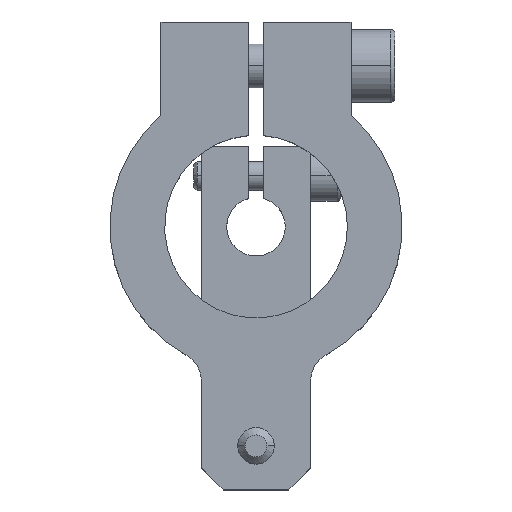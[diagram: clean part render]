
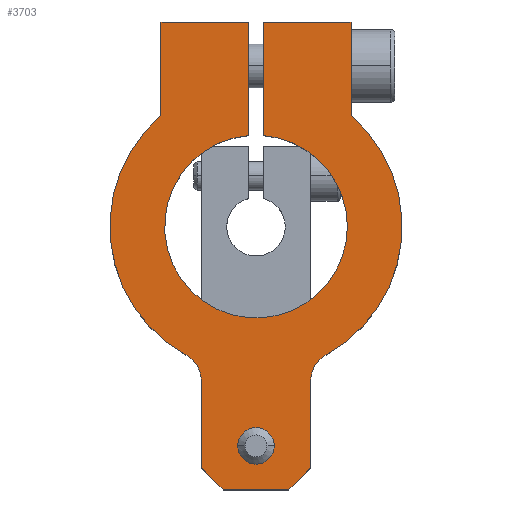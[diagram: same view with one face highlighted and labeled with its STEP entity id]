
A CAD part, top view. The second image highlights one B-rep face of the part: STEP entity #3703.
In plain terms, the highlighted planar face has unit normal (0, 0, 1).
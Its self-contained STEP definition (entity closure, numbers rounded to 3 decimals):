
#51=CARTESIAN_POINT('',(21.,23.54,0.0));
#52=VERTEX_POINT('',#51);
#68=CARTESIAN_POINT('',(19.,48.46,0.0));
#69=VERTEX_POINT('',#68);
#76=CARTESIAN_POINT('',(20.0,36.,0.0));
#77=DIRECTION('',(0.0,0.0,1.));
#78=DIRECTION('',(-0.08,0.997,0.0));
#79=AXIS2_PLACEMENT_3D('',#76,#77,#78);
#80=CIRCLE('',#79,12.5);
#81=EDGE_CURVE('',#69,#52,#80,.T.);
#91=CARTESIAN_POINT('',(11.94,16.976,0.0));
#92=VERTEX_POINT('',#91);
#101=CARTESIAN_POINT('',(10.417,18.446,0.0));
#102=VERTEX_POINT('',#101);
#103=CARTESIAN_POINT('',(8.5,14.935,0.0));
#104=DIRECTION('',(0.0,0.0,1.));
#105=DIRECTION('',(0.86,0.51,0.0));
#106=AXIS2_PLACEMENT_3D('',#103,#104,#105);
#107=CIRCLE('',#106,4.0);
#108=EDGE_CURVE('',#92,#102,#107,.T.);
#133=CARTESIAN_POINT('',(28.06,16.976,0.0));
#134=VERTEX_POINT('',#133);
#143=CARTESIAN_POINT('',(27.5,14.935,0.0));
#144=VERTEX_POINT('',#143);
#145=CARTESIAN_POINT('',(31.5,14.935,0.0));
#146=DIRECTION('',(0.0,0.0,1.0));
#147=DIRECTION('',(-0.86,0.51,0.0));
#148=AXIS2_PLACEMENT_3D('',#145,#146,#147);
#149=CIRCLE('',#148,4.0);
#150=EDGE_CURVE('',#134,#144,#149,.T.);
#198=CARTESIAN_POINT('',(22.5,6.,0.0));
#199=VERTEX_POINT('',#198);
#215=CARTESIAN_POINT('',(17.5,6.,0.0));
#216=VERTEX_POINT('',#215);
#223=CARTESIAN_POINT('',(20.,6.,0.0));
#224=DIRECTION('',(0.0,0.0,-1.0));
#225=DIRECTION('',(1.0,0.0,0.0));
#226=AXIS2_PLACEMENT_3D('',#223,#224,#225);
#227=CIRCLE('',#226,2.5);
#228=EDGE_CURVE('',#199,#216,#227,.T.);
#3135=CARTESIAN_POINT('',(20.,6.,0.0));
#3136=DIRECTION('',(0.0,0.0,-1.0));
#3137=DIRECTION('',(1.0,0.0,0.0));
#3138=AXIS2_PLACEMENT_3D('',#3135,#3136,#3137);
#3139=CIRCLE('',#3138,2.5);
#3140=EDGE_CURVE('',#216,#199,#3139,.T.);
#3162=CARTESIAN_POINT('',(29.583,18.446,0.0));
#3163=VERTEX_POINT('',#3162);
#3170=CARTESIAN_POINT('',(31.5,14.935,0.0));
#3171=DIRECTION('',(0.0,0.0,1.0));
#3172=DIRECTION('',(-0.86,0.51,0.0));
#3173=AXIS2_PLACEMENT_3D('',#3170,#3171,#3172);
#3174=CIRCLE('',#3173,4.0);
#3175=EDGE_CURVE('',#3163,#134,#3174,.T.);
#3186=CARTESIAN_POINT('',(27.5,3.,0.0));
#3187=VERTEX_POINT('',#3186);
#3188=CARTESIAN_POINT('',(27.5,14.935,0.0));
#3189=DIRECTION('',(0.0,-1.0,0.0));
#3190=VECTOR('',#3189,11.935);
#3191=LINE('',#3188,#3190);
#3192=EDGE_CURVE('',#144,#3187,#3191,.T.);
#3226=CARTESIAN_POINT('',(12.5,14.935,0.0));
#3227=VERTEX_POINT('',#3226);
#3234=CARTESIAN_POINT('',(8.5,14.935,0.0));
#3235=DIRECTION('',(0.0,0.0,1.));
#3236=DIRECTION('',(0.86,0.51,0.0));
#3237=AXIS2_PLACEMENT_3D('',#3234,#3235,#3236);
#3238=CIRCLE('',#3237,4.0);
#3239=EDGE_CURVE('',#3227,#92,#3238,.T.);
#3250=CARTESIAN_POINT('',(7.,51.199,0.0));
#3251=VERTEX_POINT('',#3250);
#3252=CARTESIAN_POINT('',(20.0,36.,0.0));
#3253=DIRECTION('',(0.0,0.0,-1.));
#3254=DIRECTION('',(0.65,-0.76,0.0));
#3255=AXIS2_PLACEMENT_3D('',#3252,#3253,#3254);
#3256=CIRCLE('',#3255,20.);
#3257=EDGE_CURVE('',#102,#3251,#3256,.T.);
#3291=CARTESIAN_POINT('',(24.5,0.0,0.0));
#3292=VERTEX_POINT('',#3291);
#3293=CARTESIAN_POINT('',(27.5,3.,0.0));
#3294=DIRECTION('',(-0.707,-0.707,0.0));
#3295=VECTOR('',#3294,4.243);
#3296=LINE('',#3293,#3295);
#3297=EDGE_CURVE('',#3187,#3292,#3296,.T.);
#3418=CARTESIAN_POINT('',(15.5,0.0,0.0));
#3419=VERTEX_POINT('',#3418);
#3426=CARTESIAN_POINT('',(12.5,3.,0.0));
#3427=VERTEX_POINT('',#3426);
#3428=CARTESIAN_POINT('',(15.5,0.0,0.0));
#3429=DIRECTION('',(-0.707,0.707,0.0));
#3430=VECTOR('',#3429,4.243);
#3431=LINE('',#3428,#3430);
#3432=EDGE_CURVE('',#3419,#3427,#3431,.T.);
#3451=CARTESIAN_POINT('',(12.5,3.,0.0));
#3452=DIRECTION('',(0.0,1.0,0.0));
#3453=VECTOR('',#3452,11.935);
#3454=LINE('',#3451,#3453);
#3455=EDGE_CURVE('',#3427,#3227,#3454,.T.);
#3466=CARTESIAN_POINT('',(24.5,0.0,0.0));
#3467=DIRECTION('',(-1.0,0.0,0.0));
#3468=VECTOR('',#3467,9.0);
#3469=LINE('',#3466,#3468);
#3470=EDGE_CURVE('',#3292,#3419,#3469,.T.);
#3484=CARTESIAN_POINT('',(33.0,51.199,0.0));
#3485=VERTEX_POINT('',#3484);
#3492=CARTESIAN_POINT('',(20.0,36.,0.0));
#3493=DIRECTION('',(0.0,0.0,-1.0));
#3494=DIRECTION('',(-0.375,0.927,0.0));
#3495=AXIS2_PLACEMENT_3D('',#3492,#3493,#3494);
#3496=CIRCLE('',#3495,20.0);
#3497=EDGE_CURVE('',#3485,#3163,#3496,.T.);
#3508=CARTESIAN_POINT('',(33.0,64.0,0.0));
#3509=VERTEX_POINT('',#3508);
#3516=CARTESIAN_POINT('',(33.0,64.0,0.0));
#3517=DIRECTION('',(0.0,-1.0,0.0));
#3518=VECTOR('',#3517,12.801);
#3519=LINE('',#3516,#3518);
#3520=EDGE_CURVE('',#3509,#3485,#3519,.T.);
#3536=CARTESIAN_POINT('',(21.,64.0,0.0));
#3537=VERTEX_POINT('',#3536);
#3544=CARTESIAN_POINT('',(21.,64.0,0.0));
#3545=DIRECTION('',(1.0,0.0,0.0));
#3546=VECTOR('',#3545,12.);
#3547=LINE('',#3544,#3546);
#3548=EDGE_CURVE('',#3537,#3509,#3547,.T.);
#3560=CARTESIAN_POINT('',(21.0,48.46,0.0));
#3561=VERTEX_POINT('',#3560);
#3568=CARTESIAN_POINT('',(21.0,48.46,0.0));
#3569=DIRECTION('',(0.0,1.0,0.0));
#3570=VECTOR('',#3569,15.54);
#3571=LINE('',#3568,#3570);
#3572=EDGE_CURVE('',#3561,#3537,#3571,.T.);
#3588=CARTESIAN_POINT('',(20.0,36.,0.0));
#3589=DIRECTION('',(0.0,0.0,1.));
#3590=DIRECTION('',(-0.08,0.997,0.0));
#3591=AXIS2_PLACEMENT_3D('',#3588,#3589,#3590);
#3592=CIRCLE('',#3591,12.5);
#3593=EDGE_CURVE('',#52,#3561,#3592,.T.);
#3606=CARTESIAN_POINT('',(19.,64.0,0.0));
#3607=VERTEX_POINT('',#3606);
#3614=CARTESIAN_POINT('',(19.,64.0,0.0));
#3615=DIRECTION('',(0.0,-1.0,0.0));
#3616=VECTOR('',#3615,15.54);
#3617=LINE('',#3614,#3616);
#3618=EDGE_CURVE('',#3607,#69,#3617,.T.);
#3634=CARTESIAN_POINT('',(7.,64.0,0.0));
#3635=VERTEX_POINT('',#3634);
#3642=CARTESIAN_POINT('',(7.,64.0,0.0));
#3643=DIRECTION('',(1.0,0.0,0.0));
#3644=VECTOR('',#3643,12.);
#3645=LINE('',#3642,#3644);
#3646=EDGE_CURVE('',#3635,#3607,#3645,.T.);
#3659=CARTESIAN_POINT('',(7.,51.199,0.0));
#3660=DIRECTION('',(0.0,1.0,0.0));
#3661=VECTOR('',#3660,12.801);
#3662=LINE('',#3659,#3661);
#3663=EDGE_CURVE('',#3251,#3635,#3662,.T.);
#3673=CARTESIAN_POINT('',(19.934,36.735,0.0));
#3674=DIRECTION('',(0.0,0.0,1.0));
#3675=DIRECTION('',(1.0,0.0,0.0));
#3676=AXIS2_PLACEMENT_3D('',#3673,#3674,#3675);
#3677=PLANE('',#3676);
#3678=ORIENTED_EDGE('',*,*,#3297,.F.);
#3679=ORIENTED_EDGE('',*,*,#3192,.F.);
#3680=ORIENTED_EDGE('',*,*,#150,.F.);
#3681=ORIENTED_EDGE('',*,*,#3175,.F.);
#3682=ORIENTED_EDGE('',*,*,#3497,.F.);
#3683=ORIENTED_EDGE('',*,*,#3520,.F.);
#3684=ORIENTED_EDGE('',*,*,#3548,.F.);
#3685=ORIENTED_EDGE('',*,*,#3572,.F.);
#3686=ORIENTED_EDGE('',*,*,#3593,.F.);
#3687=ORIENTED_EDGE('',*,*,#81,.F.);
#3688=ORIENTED_EDGE('',*,*,#3618,.F.);
#3689=ORIENTED_EDGE('',*,*,#3646,.F.);
#3690=ORIENTED_EDGE('',*,*,#3663,.F.);
#3691=ORIENTED_EDGE('',*,*,#3257,.F.);
#3692=ORIENTED_EDGE('',*,*,#108,.F.);
#3693=ORIENTED_EDGE('',*,*,#3239,.F.);
#3694=ORIENTED_EDGE('',*,*,#3455,.F.);
#3695=ORIENTED_EDGE('',*,*,#3432,.F.);
#3696=ORIENTED_EDGE('',*,*,#3470,.F.);
#3697=EDGE_LOOP('',(#3678,#3679,#3680,#3681,#3682,#3683,#3684,#3685,#3686,#3687,#3688,#3689,#3690,#3691,#3692,#3693,#3694,#3695,#3696));
#3698=FACE_OUTER_BOUND('',#3697,.T.);
#3699=ORIENTED_EDGE('',*,*,#228,.T.);
#3700=ORIENTED_EDGE('',*,*,#3140,.T.);
#3701=EDGE_LOOP('',(#3699,#3700));
#3702=FACE_BOUND('',#3701,.T.);
#3703=ADVANCED_FACE('',(#3698,#3702),#3677,.T.);
